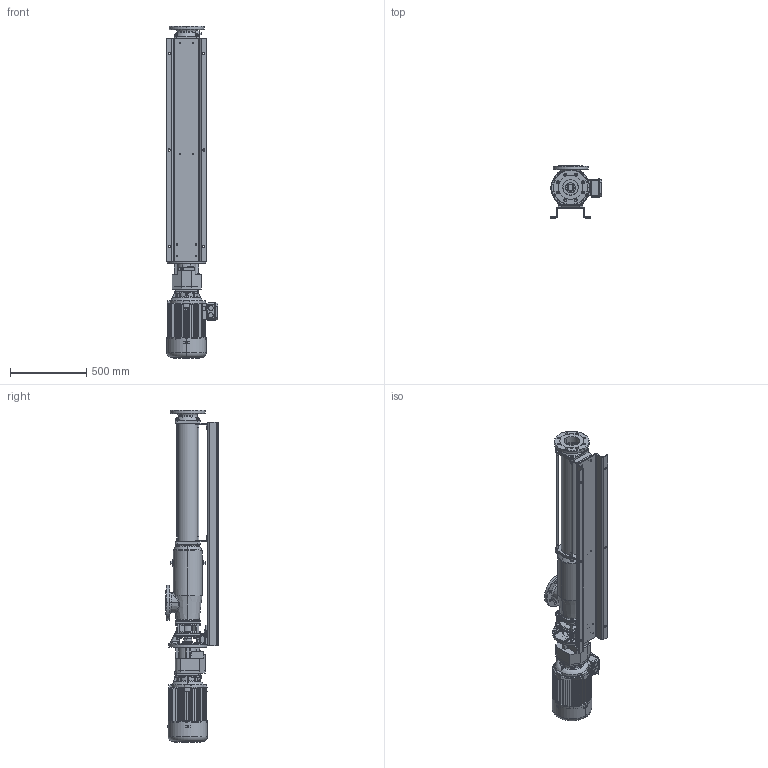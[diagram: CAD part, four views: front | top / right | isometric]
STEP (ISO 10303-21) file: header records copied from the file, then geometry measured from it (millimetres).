
FILE_DESCRIPTION (( 'STEP AP214' ), '1' );
FILE_NAME ('RMCB612.STEP', '2025-06-03T13:36:18', ( '' ), ( '' ), 'SwSTEP 2.0', 'SolidWorks 2021', '' );
FILE_SCHEMA (( 'AUTOMOTIVE_DESIGN' ));
Length unit declared in the file: millimetre
Products named in the file (1): RMCB612
Bounding box: 335.75 x 340 x 2170.5 mm (x, y, z)
Volume: 39213766.9 mm3; surface area: 5326954.8 mm2
Topology: 111 solids, 114 shells, 3554 faces, 8848 edges, 5491 vertices
Faces by surface type: cylinder 1263, plane 1261, cone 608, torus 245, bspline 151, sphere 26
Entity records: 170067 total; most frequent: CARTESIAN_POINT 46057, DIRECTION 17711, ORIENTED_EDGE 17538, EDGE_CURVE 8769, AXIS2_PLACEMENT_3D 6879, VERTEX_POINT 5491, VECTOR 3953, LINE 3953
